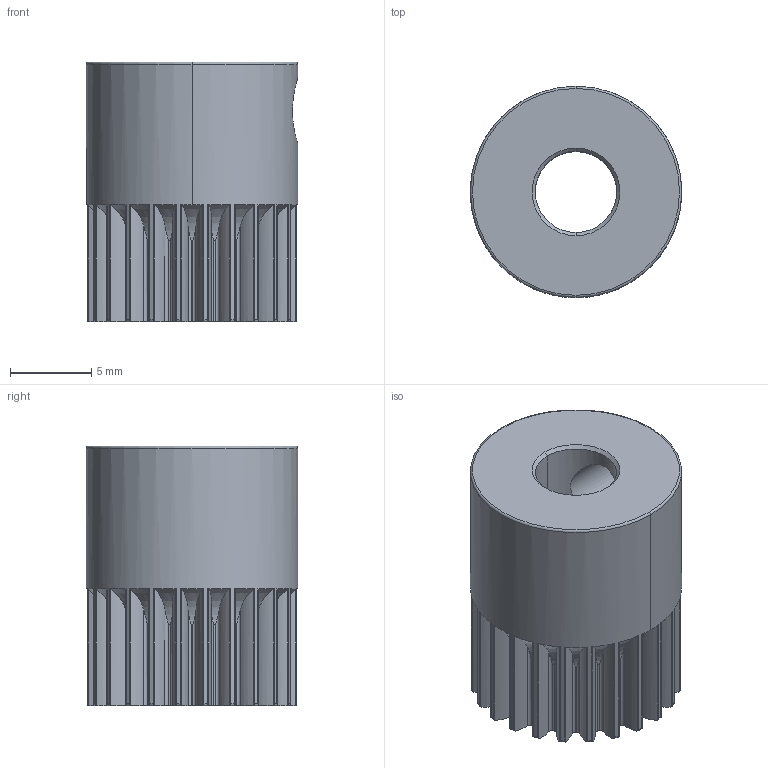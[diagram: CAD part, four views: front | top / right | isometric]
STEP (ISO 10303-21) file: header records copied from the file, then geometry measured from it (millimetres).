
FILE_DESCRIPTION (( 'STEP AP203' ), '1' );
FILE_NAME ('2664N316_METAL GEAR - 20 DEGREE PRESSURE ANGLE.STEP', '2020-07-28T20:32:35', ( 'Administrator' ), ( 'Managed by Terraform' ), 'SwSTEP 2.0', 'SolidWorks 2017', '' );
FILE_SCHEMA (( 'CONFIG_CONTROL_DESIGN' ));
Length unit declared in the file: inch
Products named in the file (1): 2664N316_METAL GEAR - 20 DEGREE PRESSURE ANGLE
Bounding box: 13 x 13 x 16 mm (x, y, z)
Volume: 1615.9 mm3; surface area: 1349.7 mm2
Topology: 1 solids, 1 shells, 255 faces, 752 edges, 499 vertices
Faces by surface type: cylinder 198, torus 51, cone 4, plane 2
Entity records: 9677 total; most frequent: CARTESIAN_POINT 3137, ORIENTED_EDGE 1504, DIRECTION 1206, EDGE_CURVE 752, VERTEX_POINT 499, AXIS2_PLACEMENT_3D 490, B_SPLINE_CURVE_WITH_KNOTS 292, EDGE_LOOP 259
